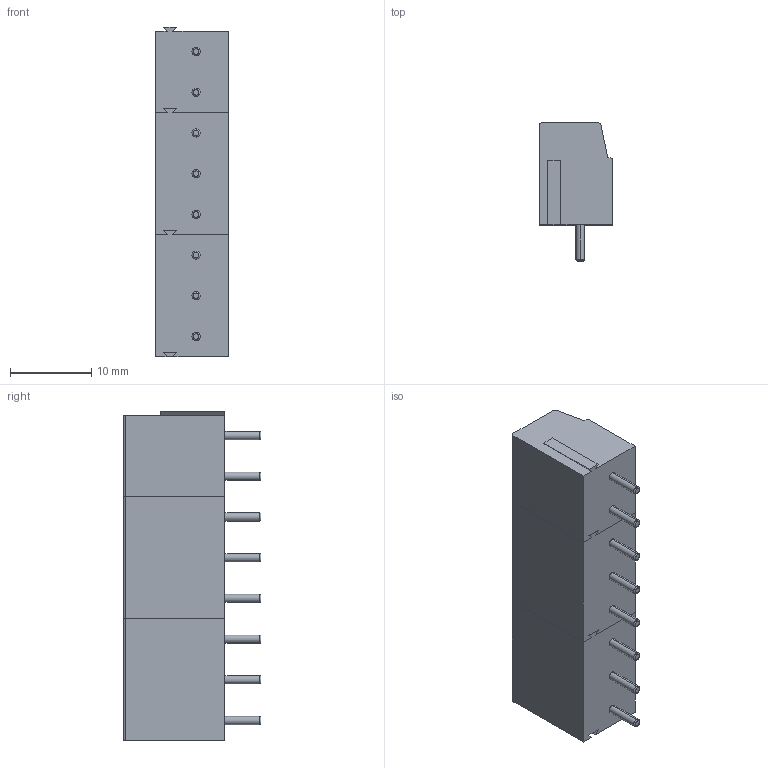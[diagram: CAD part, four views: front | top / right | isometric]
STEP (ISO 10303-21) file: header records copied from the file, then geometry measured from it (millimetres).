
FILE_DESCRIPTION (( 'STEP AP214' ), '1' );
FILE_NAME ('CUI_DEVICES_TB001-500-08BE.step', '2019-10-21T04:23:48', ( '' ), ( '' ), 'SwSTEP 2.0', 'SolidWorks 2019', '' );
FILE_SCHEMA (( 'AUTOMOTIVE_DESIGN' ));
Length unit declared in the file: millimetre
Products named in the file (3): CUI_DEVICES_TB001-500-08BE; TB001-500-02P_Blue - S; TB001-500-03P_Blue - S
Assembly tree (3 placements, depth 2):
  CUI_DEVICES_TB001-500-08BE
    TB001-500-02P_Blue - S
    TB001-500-03P_Blue - S  x2
Bounding box: 9 x 16.9 x 40.5 mm (x, y, z)
Volume: 3803.2 mm3; surface area: 3527.9 mm2
Topology: 3 solids, 3 shells, 497 faces, 1289 edges, 846 vertices
Faces by surface type: plane 272, cylinder 153, torus 56, cone 16
Entity records: 11159 total; most frequent: CARTESIAN_POINT 2224, ORIENTED_EDGE 1624, DIRECTION 1602, EDGE_CURVE 812, AXIS2_PLACEMENT_3D 571, VERTEX_POINT 533, VECTOR 460, LINE 460
